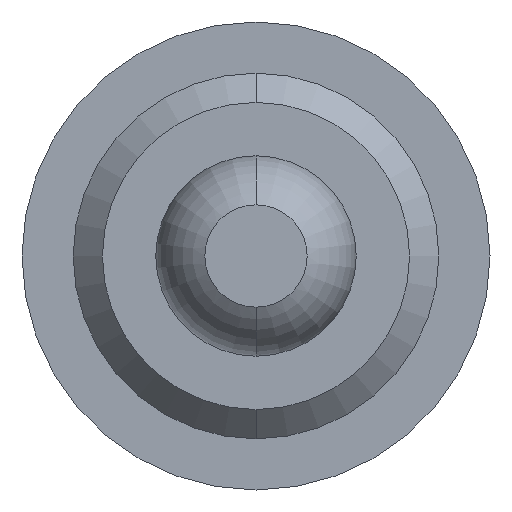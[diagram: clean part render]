
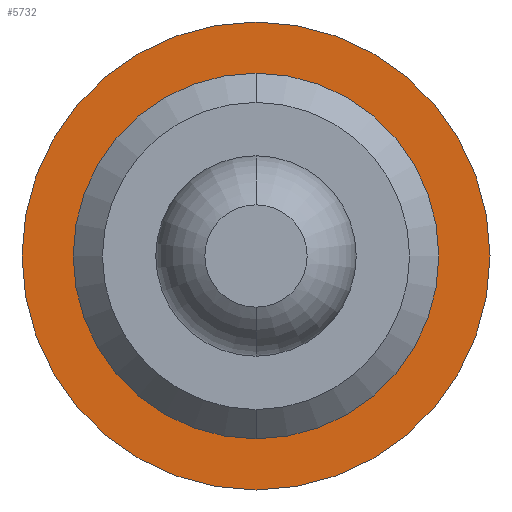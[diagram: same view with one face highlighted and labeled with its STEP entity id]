
A CAD part, front view. The second image highlights one B-rep face of the part: STEP entity #5732.
In plain terms, the highlighted planar face has unit normal (0, -1, 0).
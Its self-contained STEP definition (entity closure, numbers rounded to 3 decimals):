
#49 = CARTESIAN_POINT ( 'NONE',  ( 0., 6.7, 1.6 ) ) ;
#167 = EDGE_CURVE ( 'Defeature ausgef�hrt2_6+Defeature ausgef�hrt2_2+Defeature ausgef�hrt2_2+Defeature ausgef�hrt2_2', #4270, #4749, #5742, .T. ) ;
#270 = DIRECTION ( 'NONE',  ( 0., -1., 0. ) ) ;
#466 = CARTESIAN_POINT ( 'NONE',  ( 0., 6.7, 1.25 ) ) ;
#581 = ORIENTED_EDGE ( 'NONE', *, *, #2730, .F. ) ;
#706 = DIRECTION ( 'NONE',  ( 0., 0., -1. ) ) ;
#787 = FACE_OUTER_BOUND ( 'NONE', #4589, .T. ) ;
#834 = DIRECTION ( 'NONE',  ( 0., 1., 0. ) ) ;
#1009 = AXIS2_PLACEMENT_3D ( 'NONE', #4209, #1022, #4230 ) ;
#1022 = DIRECTION ( 'NONE',  ( 0., 1., 0. ) ) ;
#1031 = CARTESIAN_POINT ( 'NONE',  ( 0., 6.7, -1.25 ) ) ;
#1269 = DIRECTION ( 'NONE',  ( 0., -1., 0. ) ) ;
#1272 = CARTESIAN_POINT ( 'NONE',  ( 1.09, 6.7, 0. ) ) ;
#1277 = CIRCLE ( 'NONE', #2911, 1.25 ) ;
#1452 = CARTESIAN_POINT ( 'NONE',  ( 0., 6.7, -1.6 ) ) ;
#1492 = EDGE_CURVE ( 'Defeature ausgef�hrt2_1+Defeature ausgef�hrt2_2+Defeature ausgef�hrt2_2+Defeature ausgef�hrt2_2', #4960, #3897, #1578, .T. ) ;
#1578 = CIRCLE ( 'NONE', #1009, 1.6 ) ;
#1614 = EDGE_CURVE ( 'Defeature ausgef�hrt2_1+Defeature ausgef�hrt2_2+Defeature ausgef�hrt2_2+Defeature ausgef�hrt2_2', #3897, #4960, #3459, .T. ) ;
#1688 = AXIS2_PLACEMENT_3D ( 'NONE', #4022, #1269, #2680 ) ;
#2139 = DIRECTION ( 'NONE',  ( 0., 0., 1. ) ) ;
#2183 = DIRECTION ( 'NONE',  ( 0., 1., 0. ) ) ;
#2232 = ORIENTED_EDGE ( 'NONE', *, *, #1492, .F. ) ;
#2594 = FACE_BOUND ( 'NONE', #2859, .T. ) ;
#2646 = PLANE ( 'NONE',  #5347 ) ;
#2680 = DIRECTION ( 'NONE',  ( 0., 0., -1. ) ) ;
#2730 = EDGE_CURVE ( 'Defeature ausgef�hrt2_6+Defeature ausgef�hrt2_2+Defeature ausgef�hrt2_2+Defeature ausgef�hrt2_2', #4749, #4270, #1277, .T. ) ;
#2859 = EDGE_LOOP ( 'NONE', ( #581, #5595 ) ) ;
#2911 = AXIS2_PLACEMENT_3D ( 'NONE', #5267, #270, #706 ) ;
#3459 = CIRCLE ( 'NONE', #4892, 1.6 ) ;
#3897 = VERTEX_POINT ( 'NONE', #1452 ) ;
#4022 = CARTESIAN_POINT ( 'NONE',  ( 0., 6.7, 0. ) ) ;
#4209 = CARTESIAN_POINT ( 'NONE',  ( 0., 6.7, 0. ) ) ;
#4230 = DIRECTION ( 'NONE',  ( 0., 0., 1. ) ) ;
#4270 = VERTEX_POINT ( 'NONE', #466 ) ;
#4471 = ORIENTED_EDGE ( 'NONE', *, *, #1614, .F. ) ;
#4589 = EDGE_LOOP ( 'NONE', ( #2232, #4471 ) ) ;
#4749 = VERTEX_POINT ( 'NONE', #1031 ) ;
#4892 = AXIS2_PLACEMENT_3D ( 'NONE', #5391, #2183, #5830 ) ;
#4960 = VERTEX_POINT ( 'NONE', #49 ) ;
#5267 = CARTESIAN_POINT ( 'NONE',  ( 0., 6.7, 0. ) ) ;
#5347 = AXIS2_PLACEMENT_3D ( 'NONE', #1272, #834, #2139 ) ;
#5391 = CARTESIAN_POINT ( 'NONE',  ( 0., 6.7, 0. ) ) ;
#5595 = ORIENTED_EDGE ( 'NONE', *, *, #167, .F. ) ;
#5732 = ADVANCED_FACE ( 'Defeature ausgef�hrt2_2', ( #2594, #787 ), #2646, .F. ) ;
#5742 = CIRCLE ( 'NONE', #1688, 1.25 ) ;
#5830 = DIRECTION ( 'NONE',  ( 0., 0., 1. ) ) ;
